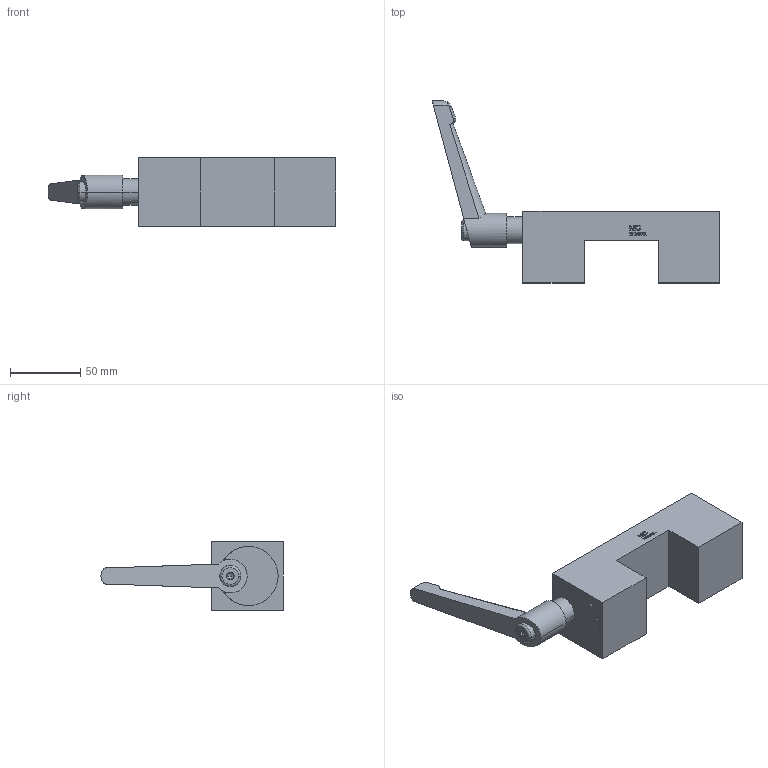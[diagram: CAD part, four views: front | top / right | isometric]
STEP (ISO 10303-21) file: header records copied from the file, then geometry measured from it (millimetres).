
FILE_DESCRIPTION((''),'2;1');
FILE_NAME('NK5501A-NIC','2023-07-12T22:21:47',('lx'),(''),'CREO PARAMETRIC BY PTC INC, 2018100','CREO PARAMETRIC BY PTC INC, 2018100','');
FILE_SCHEMA(('CONFIG_CONTROL_DESIGN'));
Length unit declared in the file: millimetre
Products named in the file (1): NK5501A-NIC
Bounding box: 204.5 x 129.5 x 49 mm (x, y, z)
Volume: 282410.2 mm3; surface area: 52426.2 mm2
Topology: 1 solids, 4 shells, 312 faces, 852 edges, 565 vertices
Faces by surface type: plane 257, cylinder 41, cone 10, torus 4
Entity records: 9964 total; most frequent: CARTESIAN_POINT 2061, ORIENTED_EDGE 1694, DIRECTION 1490, EDGE_CURVE 848, VECTOR 730, LINE 730, VERTEX_POINT 565, AXIS2_PLACEMENT_3D 380
